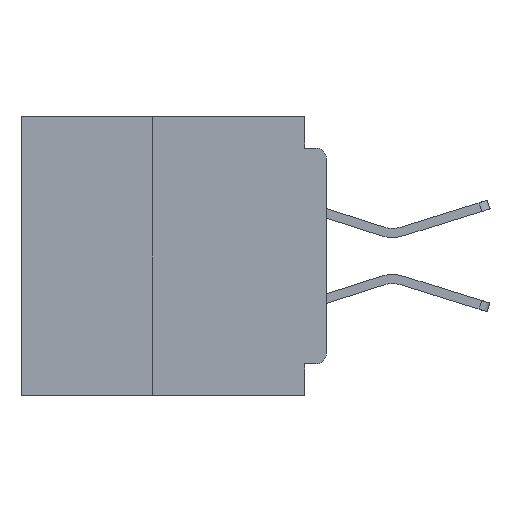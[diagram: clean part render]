
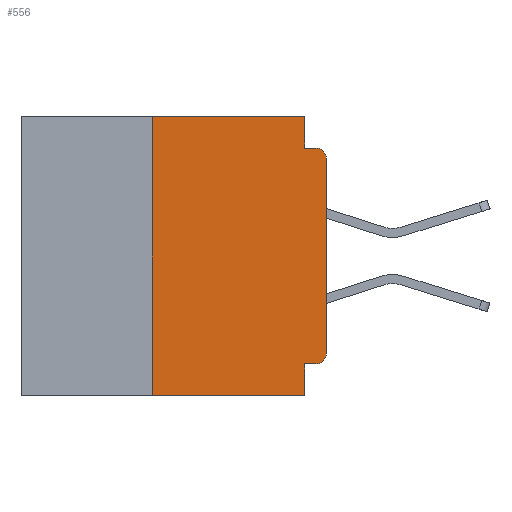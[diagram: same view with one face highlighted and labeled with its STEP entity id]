
A CAD part, left-side view. The second image highlights one B-rep face of the part: STEP entity #556.
In plain terms, the highlighted planar face has unit normal (-1, 0, 0).
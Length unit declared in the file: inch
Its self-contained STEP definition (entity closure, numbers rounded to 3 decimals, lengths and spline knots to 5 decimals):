
#28 = DIRECTION ( 'NONE',  ( 0., 0., -1. ) ) ;
#212 = CARTESIAN_POINT ( 'NONE',  ( 0., 0., -0.355 ) ) ;
#556 = ADVANCED_FACE ( 'NONE', ( #21514 ), #1884, .F. ) ;
#720 = DIRECTION ( 'NONE',  ( 0., 0., -1. ) ) ;
#789 = ORIENTED_EDGE ( 'NONE', *, *, #10639, .F. ) ;
#946 = ORIENTED_EDGE ( 'NONE', *, *, #24534, .T. ) ;
#1156 = DIRECTION ( 'NONE',  ( 0., -1., 0. ) ) ;
#1238 = ORIENTED_EDGE ( 'NONE', *, *, #28004, .T. ) ;
#1687 = VERTEX_POINT ( 'NONE', #13558 ) ;
#1884 = PLANE ( 'NONE',  #34872 ) ;
#2206 = CARTESIAN_POINT ( 'NONE',  ( 0., 0., -0.06 ) ) ;
#3727 = VECTOR ( 'NONE', #720, 39.37008 ) ;
#3822 = VECTOR ( 'NONE', #23941, 39.37008 ) ;
#4898 = EDGE_CURVE ( 'NONE', #11795, #36290, #35887, .T. ) ;
#5742 = ORIENTED_EDGE ( 'NONE', *, *, #27405, .F. ) ;
#7059 = DIRECTION ( 'NONE',  ( 0., -1., 0. ) ) ;
#7704 = CARTESIAN_POINT ( 'NONE',  ( 0., 0., 0. ) ) ;
#8482 = AXIS2_PLACEMENT_3D ( 'NONE', #27583, #9313, #30570 ) ;
#8932 = VERTEX_POINT ( 'NONE', #28925 ) ;
#9313 = DIRECTION ( 'NONE',  ( -1., 0., 0. ) ) ;
#9993 = CARTESIAN_POINT ( 'NONE',  ( 0., 0.031, -0.4 ) ) ;
#10639 = EDGE_CURVE ( 'NONE', #13311, #34259, #35038, .T. ) ;
#11502 = ORIENTED_EDGE ( 'NONE', *, *, #32085, .F. ) ;
#11792 = ORIENTED_EDGE ( 'NONE', *, *, #34460, .F. ) ;
#11795 = VERTEX_POINT ( 'NONE', #38321 ) ;
#11852 = VECTOR ( 'NONE', #16915, 39.37008 ) ;
#11942 = CARTESIAN_POINT ( 'NONE',  ( 0., 0.031, 0. ) ) ;
#11959 = LINE ( 'NONE', #212, #28113 ) ;
#12412 = ORIENTED_EDGE ( 'NONE', *, *, #4898, .T. ) ;
#13035 = LINE ( 'NONE', #9993, #28277 ) ;
#13311 = VERTEX_POINT ( 'NONE', #11942 ) ;
#13558 = CARTESIAN_POINT ( 'NONE',  ( 0., 0.015, -0.355 ) ) ;
#14512 = VERTEX_POINT ( 'NONE', #21470 ) ;
#14902 = VECTOR ( 'NONE', #7059, 39.37008 ) ;
#15599 = LINE ( 'NONE', #27602, #30758 ) ;
#15865 = LINE ( 'NONE', #25399, #14902 ) ;
#16035 = CARTESIAN_POINT ( 'NONE',  ( 0., 0.031, 0. ) ) ;
#16915 = DIRECTION ( 'NONE',  ( 0., 0., 1. ) ) ;
#18416 = DIRECTION ( 'NONE',  ( -1., 0., 0. ) ) ;
#18657 = CARTESIAN_POINT ( 'NONE',  ( 0., 0.015, -0.045 ) ) ;
#20787 = ORIENTED_EDGE ( 'NONE', *, *, #29093, .T. ) ;
#21470 = CARTESIAN_POINT ( 'NONE',  ( 0., 0.031, -0.4 ) ) ;
#21514 = FACE_OUTER_BOUND ( 'NONE', #39081, .T. ) ;
#21717 = DIRECTION ( 'NONE',  ( 0., 1., 0. ) ) ;
#22118 = VECTOR ( 'NONE', #1156, 39.37008 ) ;
#22650 = CARTESIAN_POINT ( 'NONE',  ( 0., 0., -0.045 ) ) ;
#23941 = DIRECTION ( 'NONE',  ( 0., 0., 1. ) ) ;
#23979 = AXIS2_PLACEMENT_3D ( 'NONE', #36394, #18416, #28 ) ;
#24534 = EDGE_CURVE ( 'NONE', #1687, #11795, #37775, .T. ) ;
#25399 = CARTESIAN_POINT ( 'NONE',  ( 0., 0.437, 0. ) ) ;
#26461 = VERTEX_POINT ( 'NONE', #32397 ) ;
#26609 = DIRECTION ( 'NONE',  ( 0., 0., -1. ) ) ;
#27405 = EDGE_CURVE ( 'NONE', #1687, #26461, #11959, .T. ) ;
#27583 = CARTESIAN_POINT ( 'NONE',  ( 0., 0.015, -0.34 ) ) ;
#27602 = CARTESIAN_POINT ( 'NONE',  ( 0., 0.437, -0.4 ) ) ;
#28004 = EDGE_CURVE ( 'NONE', #36290, #38789, #38241, .T. ) ;
#28113 = VECTOR ( 'NONE', #21717, 39.37008 ) ;
#28277 = VECTOR ( 'NONE', #34168, 39.37008 ) ;
#28925 = CARTESIAN_POINT ( 'NONE',  ( 0., 0.25, 0. ) ) ;
#29093 = EDGE_CURVE ( 'NONE', #30407, #14512, #15599, .T. ) ;
#30124 = LINE ( 'NONE', #22650, #22118 ) ;
#30407 = VERTEX_POINT ( 'NONE', #33824 ) ;
#30570 = DIRECTION ( 'NONE',  ( 0., 0., -1. ) ) ;
#30588 = DIRECTION ( 'NONE',  ( 0., -1., 0. ) ) ;
#30758 = VECTOR ( 'NONE', #30588, 39.37008 ) ;
#31124 = EDGE_CURVE ( 'NONE', #26461, #14512, #13035, .T. ) ;
#32085 = EDGE_CURVE ( 'NONE', #34259, #38789, #30124, .T. ) ;
#32397 = CARTESIAN_POINT ( 'NONE',  ( 0., 0.031, -0.355 ) ) ;
#32840 = ORIENTED_EDGE ( 'NONE', *, *, #33004, .F. ) ;
#33004 = EDGE_CURVE ( 'NONE', #30407, #8932, #36027, .T. ) ;
#33824 = CARTESIAN_POINT ( 'NONE',  ( 0., 0.25, -0.4 ) ) ;
#34168 = DIRECTION ( 'NONE',  ( 0., 0., -1. ) ) ;
#34259 = VERTEX_POINT ( 'NONE', #36157 ) ;
#34460 = EDGE_CURVE ( 'NONE', #8932, #13311, #15865, .T. ) ;
#34801 = DIRECTION ( 'NONE',  ( 1., 0., 0. ) ) ;
#34872 = AXIS2_PLACEMENT_3D ( 'NONE', #37407, #34801, #26609 ) ;
#35038 = LINE ( 'NONE', #16035, #3727 ) ;
#35887 = LINE ( 'NONE', #7704, #11852 ) ;
#36027 = LINE ( 'NONE', #38682, #3822 ) ;
#36157 = CARTESIAN_POINT ( 'NONE',  ( 0., 0.031, -0.045 ) ) ;
#36290 = VERTEX_POINT ( 'NONE', #2206 ) ;
#36394 = CARTESIAN_POINT ( 'NONE',  ( 0., 0.015, -0.06 ) ) ;
#37122 = ORIENTED_EDGE ( 'NONE', *, *, #31124, .F. ) ;
#37407 = CARTESIAN_POINT ( 'NONE',  ( 0., 0.437, 0. ) ) ;
#37775 = CIRCLE ( 'NONE', #8482, 0.015 ) ;
#38241 = CIRCLE ( 'NONE', #23979, 0.015 ) ;
#38321 = CARTESIAN_POINT ( 'NONE',  ( 0., 0., -0.34 ) ) ;
#38682 = CARTESIAN_POINT ( 'NONE',  ( 0., 0.25, -0.4 ) ) ;
#38789 = VERTEX_POINT ( 'NONE', #18657 ) ;
#39081 = EDGE_LOOP ( 'NONE', ( #12412, #1238, #11502, #789, #11792, #32840, #20787, #37122, #5742, #946 ) ) ;
